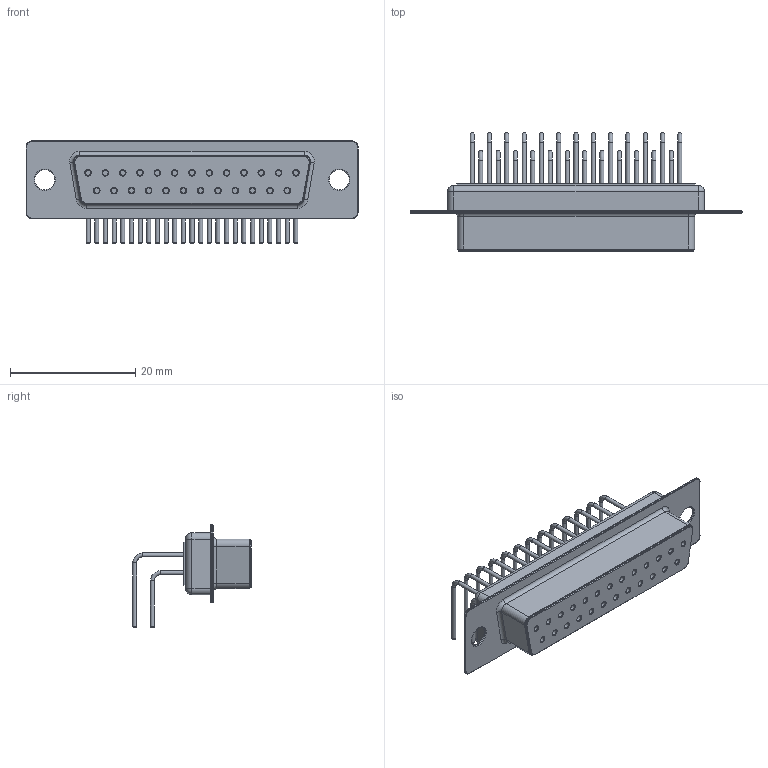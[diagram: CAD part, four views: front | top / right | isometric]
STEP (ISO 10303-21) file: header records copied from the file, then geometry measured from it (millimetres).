
FILE_DESCRIPTION(/* description */ ('model of DSUB-25_Socket_Horizontal_P2.77x2.84mm_EdgePinOffset9.40mm'),/* implementation_level */ '2;1');
FILE_NAME(/* name */ 'DSUB-25_Socket_Horizontal_P2.77x2.84mm_EdgePinOffset9.40mm.step',/* time_stamp */ '1970-01-01T00:00:00',/* author */ ('KiCAD','kicad'),/* organization */ ('OCCT'),/* preprocessor_version */ '',/* originating_system */ 'KiCAD',/* authorisation */ '');
FILE_SCHEMA(('AUTOMOTIVE_DESIGN { 1 0 10303 214 1 1 1 1 }'));
Length unit declared in the file: millimetre
Products named in the file (1): DSUB-25_Socket_Horizontal_P2.77x2.84mm_EdgePinOffset9.40mm
Bounding box: 53.1 x 18.96 x 16.4 mm (x, y, z)
Volume: 3738.6 mm3; surface area: 3859.7 mm2
Topology: 1 solids, 1 shells, 281 faces, 592 edges, 340 vertices
Faces by surface type: cylinder 113, torus 66, plane 61, cone 33, revolution 4, sphere 4
Full cylindrical faces by diameter (mm): 0.64 x50, 0.853 x25, 3.2 x2
Entity records: 6171 total; most frequent: CARTESIAN_POINT 1339, ORIENTED_EDGE 975, EDGE_CURVE 588, AXIS2_PLACEMENT_3D 582, FACE_BOUND 364, EDGE_LOOP 364, CIRCLE 358, VERTEX_POINT 340
